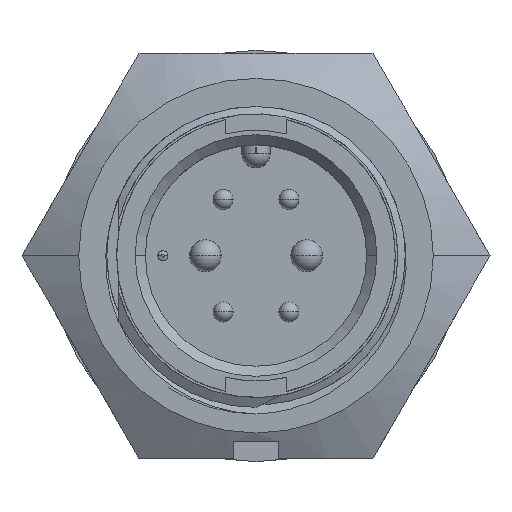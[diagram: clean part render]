
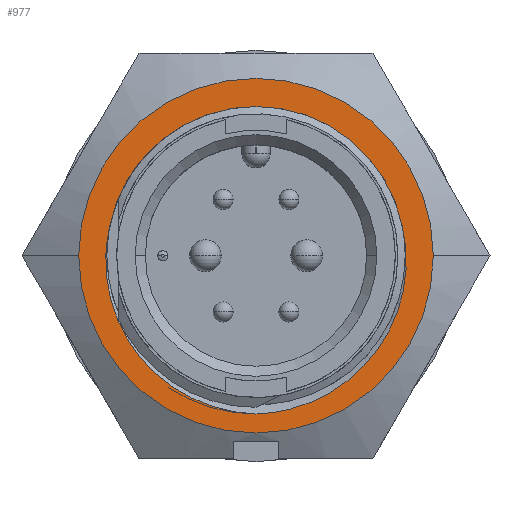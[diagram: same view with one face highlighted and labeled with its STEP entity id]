
A CAD part, top view. The second image highlights one B-rep face of the part: STEP entity #977.
In plain terms, the highlighted planar face has unit normal (0, 0, 1).
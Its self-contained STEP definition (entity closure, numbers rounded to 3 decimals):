
#57 = VERTEX_POINT ( 'NONE', #7501 ) ;
#380 = ORIENTED_EDGE ( 'NONE', *, *, #9320, .F. ) ;
#504 = DIRECTION ( 'NONE',  ( 0., 0., 1. ) ) ;
#758 = CARTESIAN_POINT ( 'NONE',  ( -7.334, 1.47, -4.827 ) ) ;
#837 = ORIENTED_EDGE ( 'NONE', *, *, #16259, .F. ) ;
#977 = ADVANCED_FACE ( 'NONE', ( #2727, #2292 ), #1556, .F. ) ;
#1556 = PLANE ( 'NONE',  #15828 ) ;
#1664 = EDGE_CURVE ( 'NONE', #14537, #3639, #5033, .T. ) ;
#2292 = FACE_OUTER_BOUND ( 'NONE', #11400, .T. ) ;
#2412 = CARTESIAN_POINT ( 'NONE',  ( 6.555, -4.03, -4.827 ) ) ;
#2595 = CARTESIAN_POINT ( 'NONE',  ( 7.04, -3.009, -4.827 ) ) ;
#2727 = FACE_BOUND ( 'NONE', #8791, .T. ) ;
#3407 = CARTESIAN_POINT ( 'NONE',  ( 7.536, -0.794, -4.827 ) ) ;
#3426 = CARTESIAN_POINT ( 'NONE',  ( 7.534, 0.057, -4.827 ) ) ;
#3583 = CIRCLE ( 'NONE', #13088, 8.89 ) ;
#3633 = CARTESIAN_POINT ( 'NONE',  ( 7.475, -1.358, -4.827 ) ) ;
#3639 = VERTEX_POINT ( 'NONE', #17130 ) ;
#3746 = CARTESIAN_POINT ( 'NONE',  ( 4.27, -6.536, -4.827 ) ) ;
#3999 = EDGE_CURVE ( 'NONE', #3639, #17006, #13534, .T. ) ;
#4011 = CARTESIAN_POINT ( 'NONE',  ( 0.572, -7.92, -4.827 ) ) ;
#4030 = CARTESIAN_POINT ( 'NONE',  ( 6.251, -4.521, -4.827 ) ) ;
#4052 = ORIENTED_EDGE ( 'NONE', *, *, #6604, .F. ) ;
#4122 = CARTESIAN_POINT ( 'NONE',  ( 5.156, -5.813, -4.827 ) ) ;
#4202 = CARTESIAN_POINT ( 'NONE',  ( 5.552, -5.41, -4.827 ) ) ;
#4222 = VERTEX_POINT ( 'NONE', #16667 ) ;
#4306 = CARTESIAN_POINT ( 'NONE',  ( 1.142, -7.839, -4.827 ) ) ;
#4348 = CARTESIAN_POINT ( 'NONE',  ( 2.248, -7.557, -4.827 ) ) ;
#4870 = CARTESIAN_POINT ( 'NONE',  ( -7.334, 1.47, -4.827 ) ) ;
#4926 = CARTESIAN_POINT ( 'NONE',  ( -7.466, 0.913, -4.827 ) ) ;
#4975 = CARTESIAN_POINT ( 'NONE',  ( -7.532, 0.351, -4.827 ) ) ;
#5033 = B_SPLINE_CURVE_WITH_KNOTS ( 'NONE', 3,
 ( #12202, #16023, #7867, #6577, #3426, #3407, #3633, #16920, #2595, #2412, #4030, #4202, #4122, #3746, #10099, #9588, #4348, #4306, #4011, #14662 ),
 .UNSPECIFIED., .F., .F.,
 ( 4, 2, 2, 2, 2, 2, 2, 2, 2, 4 ),
 ( 0., 0.001, 0.002, 0.003, 0.005, 0.007, 0.009, 0.01, 0.012, 0.014 ),
 .UNSPECIFIED. ) ;
#5038 = CARTESIAN_POINT ( 'NONE',  ( -7.537, -0.781, -4.827 ) ) ;
#5101 = CARTESIAN_POINT ( 'NONE',  ( -7.475, -1.355, -4.827 ) ) ;
#5265 = CARTESIAN_POINT ( 'NONE',  ( -7.23, -2.457, -4.827 ) ) ;
#5323 = CARTESIAN_POINT ( 'NONE',  ( -7.047, -2.994, -4.827 ) ) ;
#5373 = CARTESIAN_POINT ( 'NONE',  ( -6.557, -4.028, -4.827 ) ) ;
#5548 = CARTESIAN_POINT ( 'NONE',  ( 0., 0., -4.827 ) ) ;
#5675 = CARTESIAN_POINT ( 'NONE',  ( -6.255, -4.516, -4.827 ) ) ;
#5732 = CARTESIAN_POINT ( 'NONE',  ( -5.55, -5.413, -4.827 ) ) ;
#5849 = CARTESIAN_POINT ( 'NONE',  ( -5.145, -5.822, -4.827 ) ) ;
#5915 = CARTESIAN_POINT ( 'NONE',  ( -4.269, -6.536, -4.827 ) ) ;
#5969 = CARTESIAN_POINT ( 'NONE',  ( -3.795, -6.845, -4.827 ) ) ;
#6032 = CARTESIAN_POINT ( 'NONE',  ( -2.774, -7.36, -4.827 ) ) ;
#6153 = CARTESIAN_POINT ( 'NONE',  ( -2.242, -7.558, -4.827 ) ) ;
#6205 = CARTESIAN_POINT ( 'NONE',  ( -1.417, -7.769, -4.827 ) ) ;
#6260 = CARTESIAN_POINT ( 'NONE',  ( -1.136, -7.824, -4.827 ) ) ;
#6320 = CARTESIAN_POINT ( 'NONE',  ( -0.57, -7.904, -4.827 ) ) ;
#6368 = DIRECTION ( 'NONE',  ( 0., 0., -1. ) ) ;
#6428 = CARTESIAN_POINT ( 'NONE',  ( 0., -7.938, -4.827 ) ) ;
#6577 = CARTESIAN_POINT ( 'NONE',  ( 7.517, 0.343, -4.827 ) ) ;
#6604 = EDGE_CURVE ( 'NONE', #4222, #57, #7561, .T. ) ;
#6659 = CARTESIAN_POINT ( 'NONE',  ( -0.286, -7.929, -4.827 ) ) ;
#6889 = DIRECTION ( 'NONE',  ( 1., 0., 0. ) ) ;
#7254 = AXIS2_PLACEMENT_3D ( 'NONE', #8553, #504, #9850 ) ;
#7501 = CARTESIAN_POINT ( 'NONE',  ( 8.89, 0., -4.827 ) ) ;
#7561 = CIRCLE ( 'NONE', #8353, 8.89 ) ;
#7867 = CARTESIAN_POINT ( 'NONE',  ( 7.45, 0.91, -4.827 ) ) ;
#8017 = DIRECTION ( 'NONE',  ( 0., 0., -1. ) ) ;
#8197 = CARTESIAN_POINT ( 'NONE',  ( 7.334, 1.47, -4.827 ) ) ;
#8353 = AXIS2_PLACEMENT_3D ( 'NONE', #5548, #14786, #6889 ) ;
#8553 = CARTESIAN_POINT ( 'NONE',  ( 0., 0., -4.827 ) ) ;
#8791 = EDGE_LOOP ( 'NONE', ( #9084, #13640, #380 ) ) ;
#9084 = ORIENTED_EDGE ( 'NONE', *, *, #1664, .T. ) ;
#9320 = EDGE_CURVE ( 'NONE', #14537, #17006, #11611, .T. ) ;
#9588 = CARTESIAN_POINT ( 'NONE',  ( 2.787, -7.354, -4.827 ) ) ;
#9850 = DIRECTION ( 'NONE',  ( -1., 0., 0. ) ) ;
#10099 = CARTESIAN_POINT ( 'NONE',  ( 3.795, -6.844, -4.827 ) ) ;
#11400 = EDGE_LOOP ( 'NONE', ( #837, #4052 ) ) ;
#11611 = CIRCLE ( 'NONE', #7254, 7.48 ) ;
#11776 = CARTESIAN_POINT ( 'NONE',  ( 5.866, 10.16, -4.827 ) ) ;
#11899 = DIRECTION ( 'NONE',  ( 1., 0., 0. ) ) ;
#12202 = CARTESIAN_POINT ( 'NONE',  ( 7.334, 1.47, -4.827 ) ) ;
#13088 = AXIS2_PLACEMENT_3D ( 'NONE', #14247, #6368, #15597 ) ;
#13534 = B_SPLINE_CURVE_WITH_KNOTS ( 'NONE', 3,
 ( #6428, #6659, #6320, #6260, #6205, #6153, #6032, #5969, #5915, #5849, #5732, #5675, #5373, #5323, #5265, #5101, #5038, #4975, #4926, #4870 ),
 .UNSPECIFIED., .F., .F.,
 ( 4, 2, 2, 2, 2, 2, 2, 2, 2, 4 ),
 ( 0., 0.001, 0.002, 0.003, 0.005, 0.007, 0.009, 0.01, 0.012, 0.014 ),
 .UNSPECIFIED. ) ;
#13640 = ORIENTED_EDGE ( 'NONE', *, *, #3999, .T. ) ;
#14247 = CARTESIAN_POINT ( 'NONE',  ( 0., 0., -4.827 ) ) ;
#14537 = VERTEX_POINT ( 'NONE', #8197 ) ;
#14662 = CARTESIAN_POINT ( 'NONE',  ( 0., -7.938, -4.827 ) ) ;
#14786 = DIRECTION ( 'NONE',  ( 0., 0., -1. ) ) ;
#15597 = DIRECTION ( 'NONE',  ( 1., 0., 0. ) ) ;
#15828 = AXIS2_PLACEMENT_3D ( 'NONE', #11776, #8017, #11899 ) ;
#16023 = CARTESIAN_POINT ( 'NONE',  ( 7.4, 1.192, -4.827 ) ) ;
#16259 = EDGE_CURVE ( 'NONE', #57, #4222, #3583, .T. ) ;
#16667 = CARTESIAN_POINT ( 'NONE',  ( -8.89, 0., -4.827 ) ) ;
#16920 = CARTESIAN_POINT ( 'NONE',  ( 7.225, -2.475, -4.827 ) ) ;
#17006 = VERTEX_POINT ( 'NONE', #758 ) ;
#17130 = CARTESIAN_POINT ( 'NONE',  ( 0., -7.938, -4.827 ) ) ;
